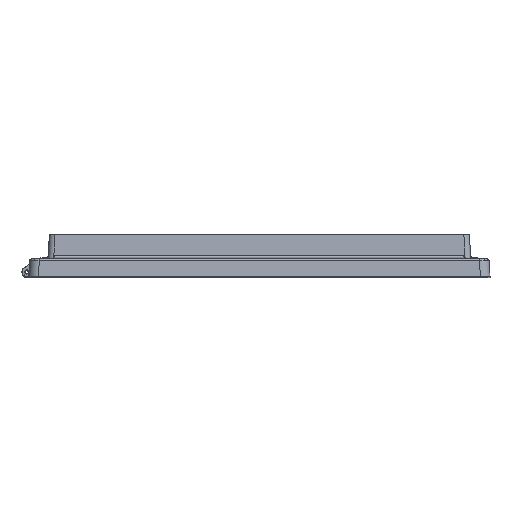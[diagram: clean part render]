
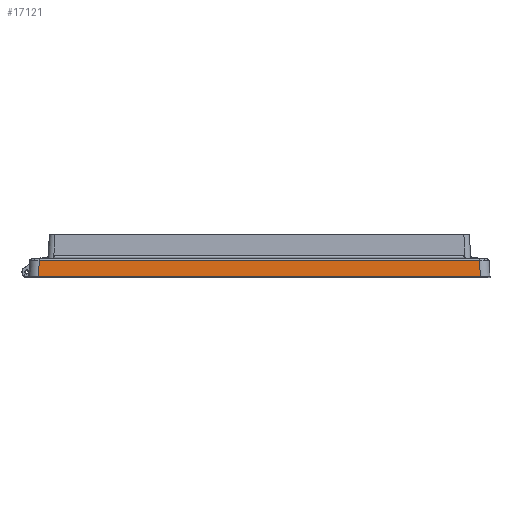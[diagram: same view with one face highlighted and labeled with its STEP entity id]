
A CAD part, top view. The second image highlights one B-rep face of the part: STEP entity #17121.
In plain terms, the highlighted planar face has unit normal (0, 0.052, 0.999).
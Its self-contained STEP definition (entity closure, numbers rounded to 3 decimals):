
#230 = CARTESIAN_POINT ( 'NONE',  ( -72.002, 3.891, 280.142 ) ) ;
#382 = CARTESIAN_POINT ( 'NONE',  ( 221.9, -3.791, 280.545 ) ) ;
#584 = ORIENTED_EDGE ( 'NONE', *, *, #13457, .F. ) ;
#656 = B_SPLINE_CURVE_WITH_KNOTS ( 'NONE', 3,
 ( #10051, #7791, #5576, #3349 ),
 .UNSPECIFIED., .F., .F.,
 ( 4, 4 ),
 ( 0., 1. ),
 .UNSPECIFIED. ) ;
#1042 = CARTESIAN_POINT ( 'NONE',  ( 216.838, -12., 280.975 ) ) ;
#2467 = CARTESIAN_POINT ( 'NONE',  ( 72.002, 3.891, 280.142 ) ) ;
#2611 = PLANE ( 'NONE',  #2659 ) ;
#2659 = AXIS2_PLACEMENT_3D ( 'NONE', #382, #19735, #17603 ) ;
#3245 = LINE ( 'NONE', #1042, #17925 ) ;
#3349 = CARTESIAN_POINT ( 'NONE',  ( -216.838, -12., 280.975 ) ) ;
#3820 = ORIENTED_EDGE ( 'NONE', *, *, #17438, .T. ) ;
#4383 = CARTESIAN_POINT ( 'NONE',  ( 216.838, -12., 280.975 ) ) ;
#4682 = CARTESIAN_POINT ( 'NONE',  ( 216.005, 3.891, 280.142 ) ) ;
#5046 = EDGE_LOOP ( 'NONE', ( #3820, #19286, #13707, #584 ) ) ;
#5576 = CARTESIAN_POINT ( 'NONE',  ( -216.56, -6.703, 280.697 ) ) ;
#6579 = CARTESIAN_POINT ( 'NONE',  ( 216.56, -6.703, 280.697 ) ) ;
#7791 = CARTESIAN_POINT ( 'NONE',  ( -216.283, -1.406, 280.42 ) ) ;
#8061 = B_SPLINE_CURVE_WITH_KNOTS ( 'NONE', 3,
 ( #11036, #8824, #6579, #4383 ),
 .UNSPECIFIED., .F., .F.,
 ( 4, 4 ),
 ( 0., 1. ),
 .UNSPECIFIED. ) ;
#8824 = CARTESIAN_POINT ( 'NONE',  ( 216.283, -1.406, 280.42 ) ) ;
#9315 = VERTEX_POINT ( 'NONE', #11355 ) ;
#9423 = VERTEX_POINT ( 'NONE', #13716 ) ;
#10051 = CARTESIAN_POINT ( 'NONE',  ( -216.005, 3.891, 280.142 ) ) ;
#11036 = CARTESIAN_POINT ( 'NONE',  ( 216.005, 3.891, 280.142 ) ) ;
#11355 = CARTESIAN_POINT ( 'NONE',  ( 216.838, -12., 280.975 ) ) ;
#12552 = EDGE_CURVE ( 'NONE', #9315, #9423, #3245, .T. ) ;
#12558 = VERTEX_POINT ( 'NONE', #16039 ) ;
#12603 = CARTESIAN_POINT ( 'NONE',  ( -216.005, 3.891, 280.142 ) ) ;
#13121 = VERTEX_POINT ( 'NONE', #12603 ) ;
#13457 = EDGE_CURVE ( 'NONE', #12558, #9315, #8061, .T. ) ;
#13707 = ORIENTED_EDGE ( 'NONE', *, *, #12552, .F. ) ;
#13716 = CARTESIAN_POINT ( 'NONE',  ( -216.838, -12., 280.975 ) ) ;
#14088 = B_SPLINE_CURVE_WITH_KNOTS ( 'NONE', 3,
 ( #4682, #2467, #230, #19593 ),
 .UNSPECIFIED., .F., .F.,
 ( 4, 4 ),
 ( 0., 1. ),
 .UNSPECIFIED. ) ;
#16039 = CARTESIAN_POINT ( 'NONE',  ( 216.005, 3.891, 280.142 ) ) ;
#16607 = FACE_OUTER_BOUND ( 'NONE', #5046, .T. ) ;
#17121 = ADVANCED_FACE ( 'NONE', ( #16607 ), #2611, .F. ) ;
#17438 = EDGE_CURVE ( 'NONE', #12558, #13121, #14088, .T. ) ;
#17603 = DIRECTION ( 'NONE',  ( 0., -0.999, 0.052 ) ) ;
#17774 = EDGE_CURVE ( 'NONE', #13121, #9423, #656, .T. ) ;
#17925 = VECTOR ( 'NONE', #20354, 1000. ) ;
#19286 = ORIENTED_EDGE ( 'NONE', *, *, #17774, .T. ) ;
#19593 = CARTESIAN_POINT ( 'NONE',  ( -216.005, 3.891, 280.142 ) ) ;
#19735 = DIRECTION ( 'NONE',  ( 0., -0.052, -0.999 ) ) ;
#20354 = DIRECTION ( 'NONE',  ( -1., 0., 0. ) ) ;
